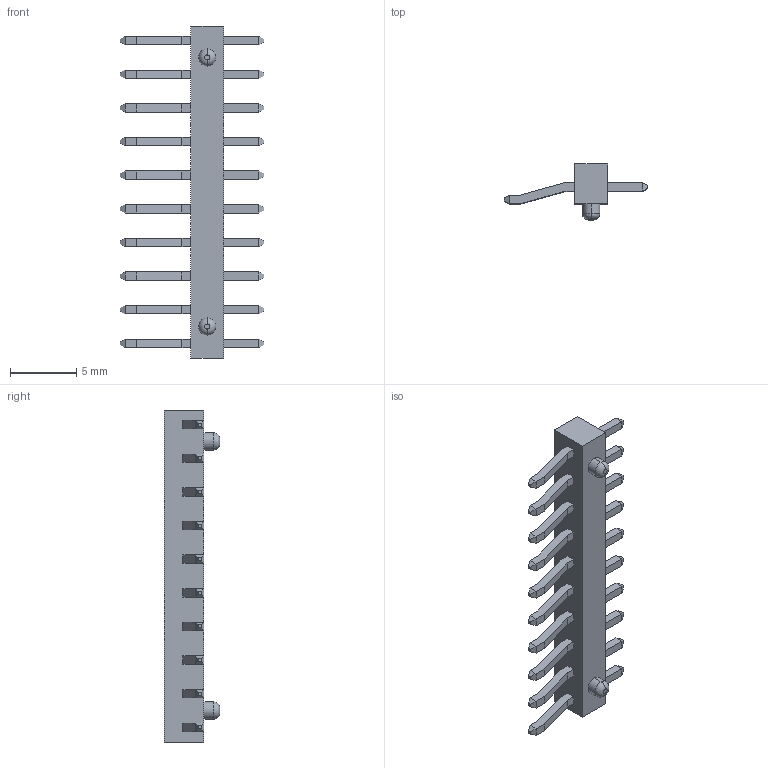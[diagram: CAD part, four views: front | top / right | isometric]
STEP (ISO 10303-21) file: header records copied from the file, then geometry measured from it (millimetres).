
FILE_DESCRIPTION (( 'STEP AP203' ), '1' );
FILE_NAME ('LTSHSM-1-SH NEWW.STEP', '2016-03-10T14:42:51', ( '' ), ( '' ), 'SwSTEP 2.0', 'SolidWorks 2016', '' );
FILE_SCHEMA (( 'CONFIG_CONTROL_DESIGN' ));
Length unit declared in the file: inch
Products named in the file (3): LTSHSM-1-SH NEWW; NEW single row body; NEW pin 1
Assembly tree (11 placements, depth 2):
  LTSHSM-1-SH NEWW
    NEW single row body
    NEW pin 1  x10
Bounding box: 10.87 x 4.19 x 25.07 mm (x, y, z)
Volume: 222.5 mm3; surface area: 627.6 mm2
Topology: 11 solids, 11 shells, 276 faces, 632 edges, 380 vertices
Faces by surface type: plane 268, torus 4, cylinder 4
Entity records: 3815 total; most frequent: CARTESIAN_POINT 564, ORIENTED_EDGE 544, DIRECTION 544, EDGE_CURVE 272, VECTOR 256, LINE 256, VERTEX_POINT 164, AXIS2_PLACEMENT_3D 144
